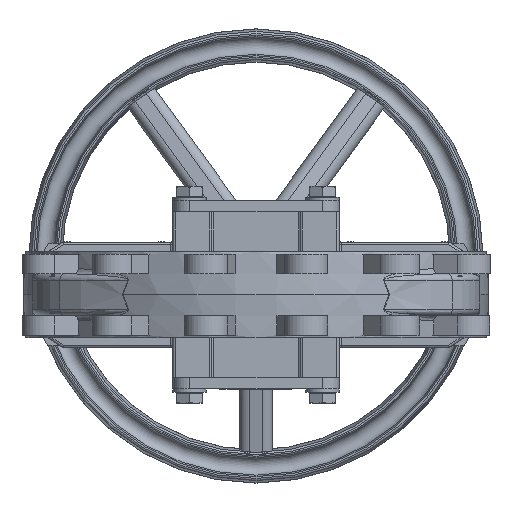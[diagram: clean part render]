
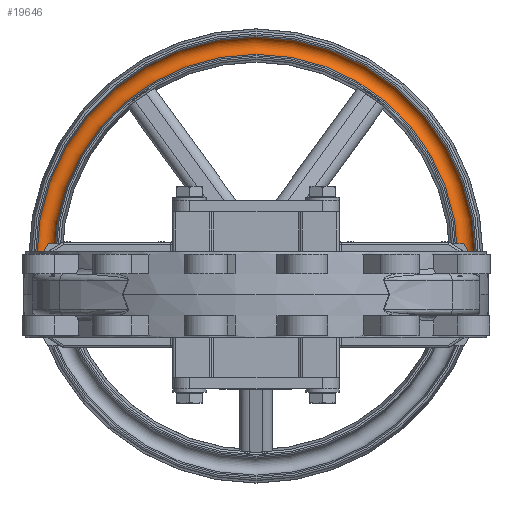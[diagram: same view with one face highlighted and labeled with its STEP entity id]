
A CAD part, front view. The second image highlights one B-rep face of the part: STEP entity #19646.
In plain terms, the highlighted toroidal (fillet/blend) face has major radius 189.924 mm and minor radius 8 mm.
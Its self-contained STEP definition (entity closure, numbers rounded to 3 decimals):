
#51 = DIRECTION ( 'NONE',  ( 0., 0., -1. ) ) ;
#52 = DIRECTION ( 'NONE',  ( 0., -1., 0. ) ) ;
#53 = CARTESIAN_POINT ( 'NONE',  ( 0., 7.389, 0. ) ) ;
#59 = AXIS2_PLACEMENT_3D ( 'NONE', #53, #52, #51 ) ;
#72 = CIRCLE ( 'NONE', #59, 197.803 ) ;
#19643 = EDGE_CURVE ( 'NONE', #19838, #19825, #84523, .T. ) ;
#19646 = ADVANCED_FACE ( 'NONE', ( #84494 ), #84466, .F. ) ;
#19648 = ORIENTED_EDGE ( 'NONE', *, *, #19650, .T. ) ;
#19650 = EDGE_CURVE ( 'NONE', #19836, #19822, #84512, .T. ) ;
#19662 = ORIENTED_EDGE ( 'NONE', *, *, #19643, .F. ) ;
#19820 = ORIENTED_EDGE ( 'NONE', *, *, #19843, .F. ) ;
#19822 = VERTEX_POINT ( 'NONE', #84668 ) ;
#19825 = VERTEX_POINT ( 'NONE', #84667 ) ;
#19836 = VERTEX_POINT ( 'NONE', #84656 ) ;
#19838 = VERTEX_POINT ( 'NONE', #84710 ) ;
#19843 = EDGE_CURVE ( 'NONE', #19836, #19838, #84660, .T. ) ;
#19893 = EDGE_CURVE ( 'NONE', #19822, #19825, #72, .T. ) ;
#19895 = ORIENTED_EDGE ( 'NONE', *, *, #19893, .T. ) ;
#19898 = EDGE_LOOP ( 'NONE', ( #19820, #19648, #19895, #19662 ) ) ;
#84466 = TOROIDAL_SURFACE ( 'NONE', #84524, 189.924, 8. ) ;
#84494 = FACE_OUTER_BOUND ( 'NONE', #19898, .T. ) ;
#84507 = DIRECTION ( 'NONE',  ( 0., 0., -1. ) ) ;
#84508 = DIRECTION ( 'NONE',  ( 1., 0., 0. ) ) ;
#84509 = CARTESIAN_POINT ( 'NONE',  ( 0., 6., 189.924 ) ) ;
#84510 = AXIS2_PLACEMENT_3D ( 'NONE', #84509, #84508, #84507 ) ;
#84512 = CIRCLE ( 'NONE', #84510, 8. ) ;
#84513 = DIRECTION ( 'NONE',  ( 0., 0., -1. ) ) ;
#84517 = DIRECTION ( 'NONE',  ( 0., 0., 1. ) ) ;
#84518 = DIRECTION ( 'NONE',  ( -1., 0., 0. ) ) ;
#84519 = CARTESIAN_POINT ( 'NONE',  ( 0., 6., -189.924 ) ) ;
#84521 = DIRECTION ( 'NONE',  ( 0., -1., 0. ) ) ;
#84522 = CARTESIAN_POINT ( 'NONE',  ( 0., 6., 0. ) ) ;
#84523 = CIRCLE ( 'NONE', #84525, 8. ) ;
#84524 = AXIS2_PLACEMENT_3D ( 'NONE', #84522, #84521, #84513 ) ;
#84525 = AXIS2_PLACEMENT_3D ( 'NONE', #84519, #84518, #84517 ) ;
#84646 = CARTESIAN_POINT ( 'NONE',  ( 0., 7.389, 0. ) ) ;
#84656 = CARTESIAN_POINT ( 'NONE',  ( 0., 7.389, 182.046 ) ) ;
#84660 = CIRCLE ( 'NONE', #84700, 182.046 ) ;
#84667 = CARTESIAN_POINT ( 'NONE',  ( 0., 7.389, -197.803 ) ) ;
#84668 = CARTESIAN_POINT ( 'NONE',  ( 0., 7.389, 197.803 ) ) ;
#84697 = DIRECTION ( 'NONE',  ( 0., 0., -1. ) ) ;
#84698 = DIRECTION ( 'NONE',  ( 0., -1., 0. ) ) ;
#84700 = AXIS2_PLACEMENT_3D ( 'NONE', #84646, #84698, #84697 ) ;
#84710 = CARTESIAN_POINT ( 'NONE',  ( 0., 7.389, -182.046 ) ) ;
